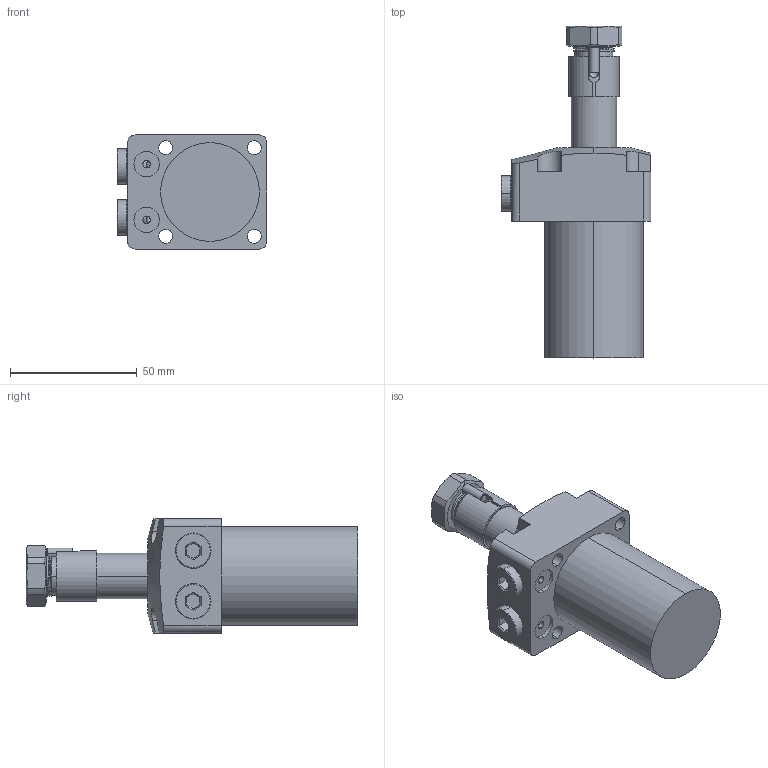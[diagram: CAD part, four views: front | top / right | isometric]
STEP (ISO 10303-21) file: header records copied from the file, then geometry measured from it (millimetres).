
FILE_DESCRIPTION (( 'STEP AP214' ), '1' );
FILE_NAME ('CHA-040PSR.STEP', '2018-12-25T01:35:14', ( '' ), ( '' ), 'SwSTEP 2.0', 'SolidWorks 2016', '' );
FILE_SCHEMA (( 'AUTOMOTIVE_DESIGN' ));
Length unit declared in the file: millimetre
Products named in the file (7): CHA-040PS活塞杆; M14x1.5LM; 4x10.5(xiao); CHA-040PS袪杶; 黑芛G8-1; CHA-040P(BT); CHA-040PSR
Assembly tree (7 placements, depth 2):
  CHA-040PSR
    CHA-040P(BT)
    黑芛G8-1  x2
    CHA-040PS袪杶
    4x10.5(xiao)
    M14x1.5LM
    CHA-040PS活塞杆
Bounding box: 59.2 x 131 x 45 mm (x, y, z)
Volume: 130651 mm3; surface area: 36486.1 mm2
Topology: 7 solids, 7 shells, 225 faces, 554 edges, 355 vertices
Faces by surface type: cylinder 93, plane 88, cone 21, bspline 14, torus 9
Entity records: 9781 total; most frequent: CARTESIAN_POINT 4909, ORIENTED_EDGE 998, DIRECTION 908, EDGE_CURVE 499, AXIS2_PLACEMENT_3D 349, VERTEX_POINT 323, EDGE_LOOP 224, VECTOR 210
